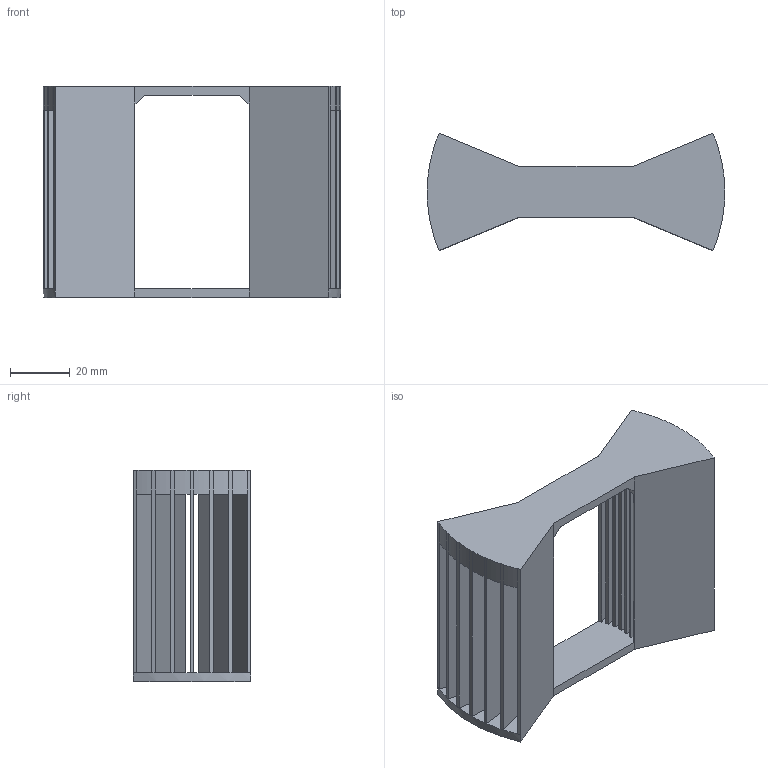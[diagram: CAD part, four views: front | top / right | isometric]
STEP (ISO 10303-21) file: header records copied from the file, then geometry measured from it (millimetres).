
FILE_DESCRIPTION(/* description */ (''),/* implementation_level */ '2;1');
FILE_NAME(/* name */ 'split roatry bearing v2-dup.step',/* time_stamp */ '2024-05-04T11:59:53+10:00',/* author */ (''),/* organization */ (''),/* preprocessor_version */ 'ST-DEVELOPER v20',/* originating_system */ 'Autodesk Translation Framework v12.20.1.177',/* authorisation */ '');
FILE_SCHEMA (('AUTOMOTIVE_DESIGN { 1 0 10303 214 3 1 1 }'));
Length unit declared in the file: millimetre
Products named in the file (1): split roatry bearing
Bounding box: 100 x 39.37 x 71 mm (x, y, z)
Volume: 52143 mm3; surface area: 62081.6 mm2
Topology: 1 solids, 1 shells, 94 faces, 270 edges, 152 vertices
Faces by surface type: plane 76, cylinder 16, cone 2
Entity records: 3065 total; most frequent: ORIENTED_EDGE 540, DIRECTION 538, CARTESIAN_POINT 525, EDGE_CURVE 270, LINE 184, VECTOR 184, AXIS2_PLACEMENT_3D 177, VERTEX_POINT 152
